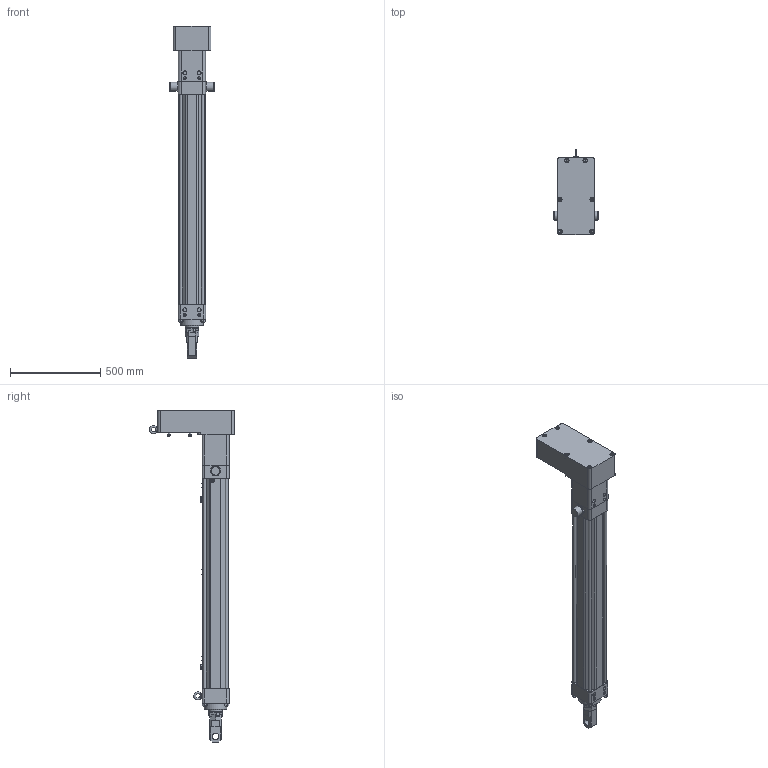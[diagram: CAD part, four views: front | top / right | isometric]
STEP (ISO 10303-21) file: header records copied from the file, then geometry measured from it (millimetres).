
FILE_DESCRIPTION (( 'STEP AP203' ), '1' );
FILE_NAME ('RS-479367-1.step', '2025-01-20T18:08:23', ( '' ), ( '' ), 'SwSTEP 2.0', 'SolidWorks 2024', '' );
FILE_SCHEMA (( 'CONFIG_CONTROL_DESIGN' ));
Length unit declared in the file: inch
Products named in the file (6): RS-479367-1; 81009082_RS-479367-1; tempJoin1_21719605_RS-479367-1; Base_RS-479367-1; 21711115_RS-479367-1; 21719013_RS-479367-1
Assembly tree (9 placements, depth 2):
  RS-479367-1
    21711115_RS-479367-1  x3
    81009082_RS-479367-1  x3
    tempJoin1_21719605_RS-479367-1
    21719013_RS-479367-1
    Base_RS-479367-1
Bounding box: 245 x 470.94 x 1839.57 mm (x, y, z)
Volume: 28825672.1 mm3; surface area: 2851363.7 mm2
Topology: 15 solids, 34 shells, 2174 faces, 5484 edges, 3553 vertices
Faces by surface type: plane 1095, cylinder 664, bspline 201, cone 182, torus 31, sphere 1
Full cylindrical faces by diameter (mm): 1 x6, 2.25 x6, 2.43 x3, 3.175 x1, 4.2 x6, 4.755 x6, 4.762 x2, 4.763 x1, 6 x1, 6.8 x2, 7.2 x2, 7.9 x1, 8 x10, 8.5 x10, 10.16 x6, 10.248 x2, 10.5 x1, 13 x4, 13.835 x2, 14 x10, 15.875 x12, 16.5 x6, 16.906 x4, 18 x6, 20.013 x4, 24 x6, 25 x2, 25.4 x6, 25.527 x4, 32 x2
Entity records: 53932 total; most frequent: CARTESIAN_POINT 13133, DIRECTION 8495, ORIENTED_EDGE 7884, EDGE_CURVE 3942, AXIS2_PLACEMENT_3D 3199, VERTEX_POINT 2669, EDGE_LOOP 2169, LINE 2097
